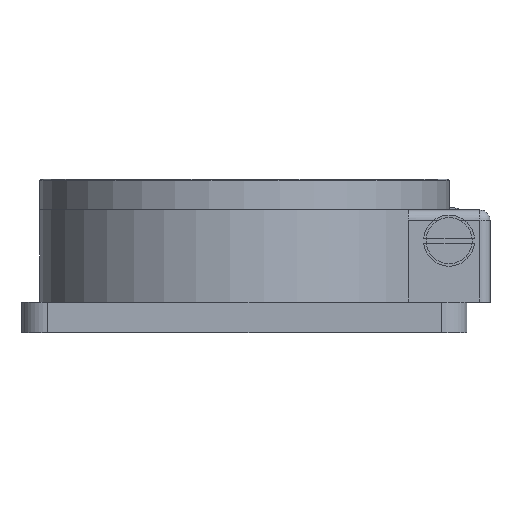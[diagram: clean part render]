
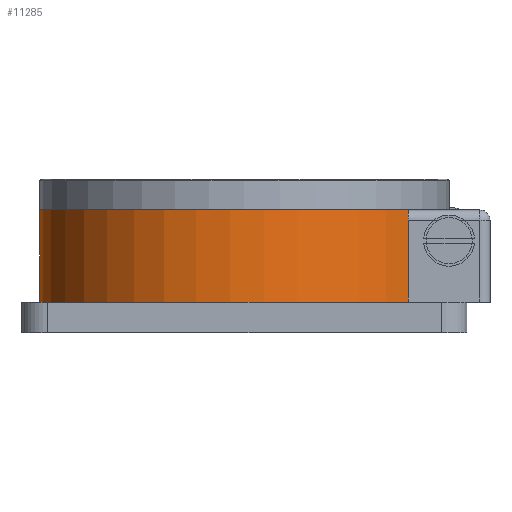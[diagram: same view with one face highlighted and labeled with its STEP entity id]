
A CAD part, front view. The second image highlights one B-rep face of the part: STEP entity #11285.
In plain terms, the highlighted cylindrical face has radius 40 mm (diameter 80 mm), a partial arc.
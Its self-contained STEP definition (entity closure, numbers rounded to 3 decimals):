
#1517 = EDGE_CURVE ( 'NONE', #7000, #36415, #7476, .T. ) ;
#2361 = CARTESIAN_POINT ( 'NONE',  ( -40., 0., 24. ) ) ;
#2536 = CARTESIAN_POINT ( 'NONE',  ( 32., -24., 24. ) ) ;
#2882 = AXIS2_PLACEMENT_3D ( 'NONE', #24966, #37908, #21604 ) ;
#3464 = DIRECTION ( 'NONE',  ( 0., 0., 1. ) ) ;
#6107 = DIRECTION ( 'NONE',  ( 1., 0., 0. ) ) ;
#7000 = VERTEX_POINT ( 'NONE', #17777 ) ;
#7172 = AXIS2_PLACEMENT_3D ( 'NONE', #10221, #3464, #17043 ) ;
#7476 = CIRCLE ( 'NONE', #7172, 40. ) ;
#10221 = CARTESIAN_POINT ( 'NONE',  ( 0., 0., 6. ) ) ;
#10255 = CARTESIAN_POINT ( 'NONE',  ( 32., -24., 24. ) ) ;
#11285 = ADVANCED_FACE ( 'NONE', ( #40536 ), #21769, .T. ) ;
#13884 = LINE ( 'NONE', #23882, #19606 ) ;
#17034 = AXIS2_PLACEMENT_3D ( 'NONE', #32502, #22621, #6107 ) ;
#17043 = DIRECTION ( 'NONE',  ( -1., 0., 0. ) ) ;
#17351 = CIRCLE ( 'NONE', #17034, 40. ) ;
#17777 = CARTESIAN_POINT ( 'NONE',  ( -40., 0., 6. ) ) ;
#19606 = VECTOR ( 'NONE', #24329, 1000. ) ;
#21604 = DIRECTION ( 'NONE',  ( -1., 0., 0. ) ) ;
#21769 = CYLINDRICAL_SURFACE ( 'NONE', #2882, 40. ) ;
#22621 = DIRECTION ( 'NONE',  ( 0., 0., 1. ) ) ;
#23369 = EDGE_CURVE ( 'NONE', #36415, #32708, #30761, .T. ) ;
#23882 = CARTESIAN_POINT ( 'NONE',  ( -40., 0., 24. ) ) ;
#24329 = DIRECTION ( 'NONE',  ( 0., 0., -1. ) ) ;
#24966 = CARTESIAN_POINT ( 'NONE',  ( 0., 0., 24. ) ) ;
#25576 = VECTOR ( 'NONE', #36775, 1000. ) ;
#26349 = CARTESIAN_POINT ( 'NONE',  ( 32., -24., 6. ) ) ;
#27265 = ORIENTED_EDGE ( 'NONE', *, *, #1517, .T. ) ;
#28626 = EDGE_LOOP ( 'NONE', ( #31688, #38572, #27265, #31432 ) ) ;
#29204 = EDGE_CURVE ( 'NONE', #29586, #32708, #17351, .T. ) ;
#29586 = VERTEX_POINT ( 'NONE', #2361 ) ;
#30761 = LINE ( 'NONE', #10255, #25576 ) ;
#31432 = ORIENTED_EDGE ( 'NONE', *, *, #23369, .T. ) ;
#31688 = ORIENTED_EDGE ( 'NONE', *, *, #29204, .F. ) ;
#32502 = CARTESIAN_POINT ( 'NONE',  ( 0., 0., 24. ) ) ;
#32708 = VERTEX_POINT ( 'NONE', #2536 ) ;
#36415 = VERTEX_POINT ( 'NONE', #26349 ) ;
#36775 = DIRECTION ( 'NONE',  ( 0., 0., 1. ) ) ;
#37481 = EDGE_CURVE ( 'NONE', #29586, #7000, #13884, .T. ) ;
#37908 = DIRECTION ( 'NONE',  ( 0., 0., -1. ) ) ;
#38572 = ORIENTED_EDGE ( 'NONE', *, *, #37481, .T. ) ;
#40536 = FACE_OUTER_BOUND ( 'NONE', #28626, .T. ) ;
